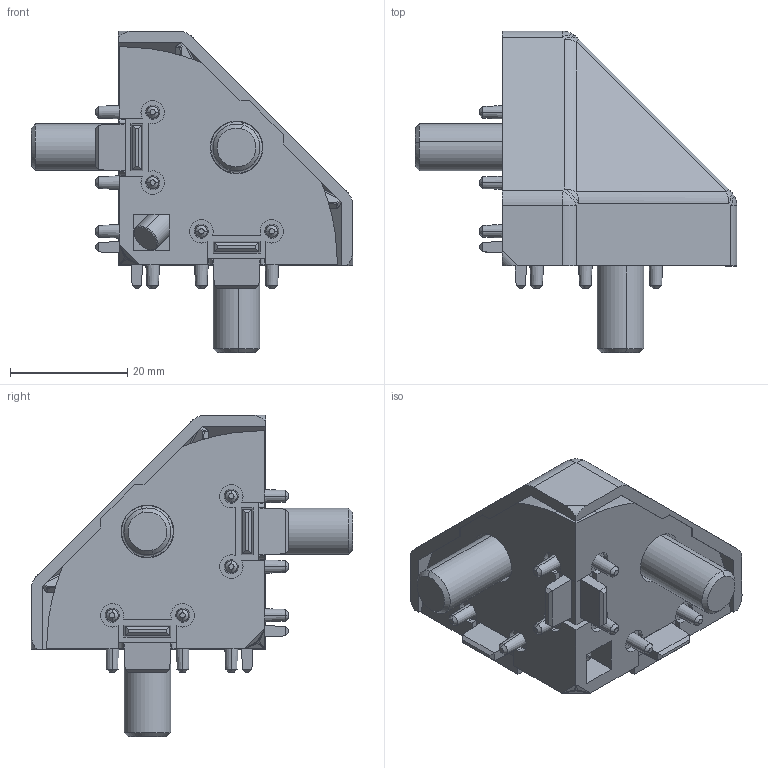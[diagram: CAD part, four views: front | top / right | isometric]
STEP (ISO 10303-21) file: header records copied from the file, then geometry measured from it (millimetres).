
FILE_DESCRIPTION (( 'STEP AP214' ), '1' );
FILE_NAME ('093WE402N08S10.STEP', '2021-09-16T13:09:37', ( '' ), ( '' ), 'SwSTEP 2.0', 'SolidWorks 2021', '' );
FILE_SCHEMA (( 'AUTOMOTIVE_DESIGN' ));
Length unit declared in the file: millimetre
Products named in the file (4): 093WE402N08_-A-TAB_093WE402N08-101051; 093WE402N08S10; 093WEA402C-a-Tab_093WEA402CS01; 4iso7380m0820m_ISO 7380 - M8 x 20 --- 20C
Assembly tree (5 placements, depth 2):
  093WE402N08S10
    093WE402N08_-A-TAB_093WE402N08-101051
    4iso7380m0820m_ISO 7380 - M8 x 20 --- 20C  x3
    093WEA402C-a-Tab_093WEA402CS01
Bounding box: 54.81 x 54.81 x 54.81 mm (x, y, z)
Volume: 21935.3 mm3; surface area: 16398.4 mm2
Topology: 5 solids, 5 shells, 430 faces, 1049 edges, 642 vertices
Faces by surface type: plane 232, cylinder 97, cone 68, sphere 27, torus 6
Entity records: 11157 total; most frequent: CARTESIAN_POINT 2079, DIRECTION 1917, ORIENTED_EDGE 1826, EDGE_CURVE 913, AXIS2_PLACEMENT_3D 671, LINE 575, VECTOR 575, VERTEX_POINT 564
